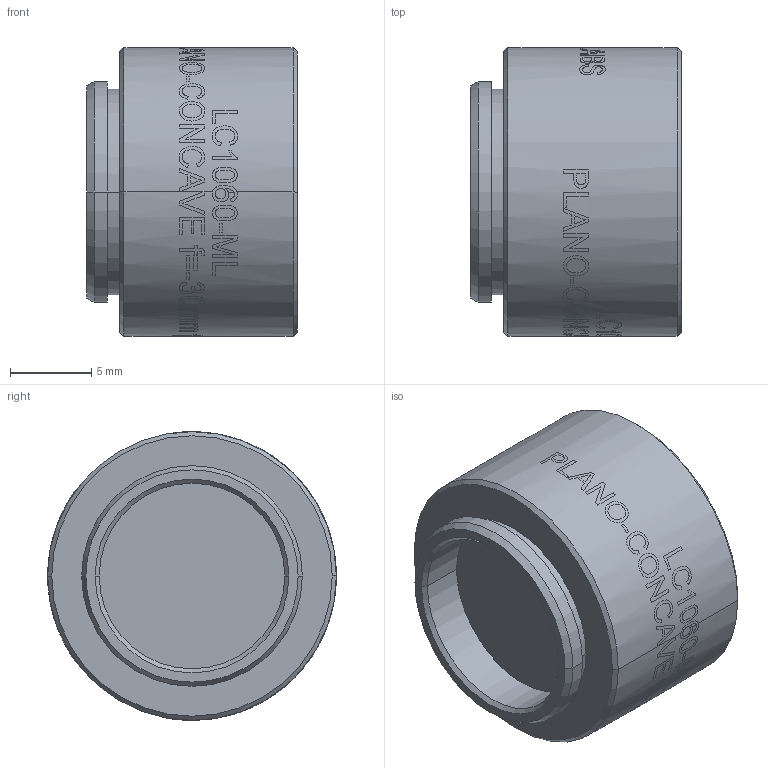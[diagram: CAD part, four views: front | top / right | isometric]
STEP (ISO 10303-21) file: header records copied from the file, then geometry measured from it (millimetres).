
FILE_DESCRIPTION (( 'STEP AP203' ), '1' );
FILE_NAME ('TTN045245-E0W.STEP', '2015-11-20T19:46:38', ( 'admin' ), ( '' ), 'SwSTEP 2.0', 'SolidWorks 2014', '' );
FILE_SCHEMA (( 'CONFIG_CONTROL_DESIGN' ));
Length unit declared in the file: inch
Products named in the file (1): TTN045245-E0W
Bounding box: 12.95 x 17.78 x 17.78 mm (x, y, z)
Volume: 1754.1 mm3; surface area: 2188.5 mm2
Topology: 3 solids, 3 shells, 115 faces, 575 edges, 522 vertices
Faces by surface type: cylinder 78, cone 19, plane 16, sphere 2
Entity records: 10008 total; most frequent: CARTESIAN_POINT 5361, ORIENTED_EDGE 1150, DIRECTION 724, EDGE_CURVE 575, VERTEX_POINT 522, AXIS2_PLACEMENT_3D 290, B_SPLINE_CURVE_WITH_KNOTS 257, EDGE_LOOP 175
